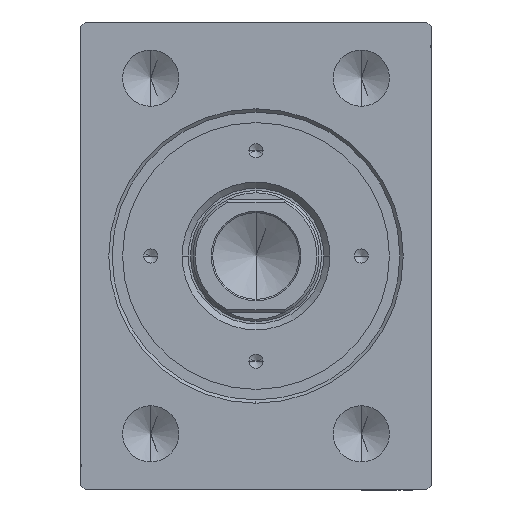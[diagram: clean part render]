
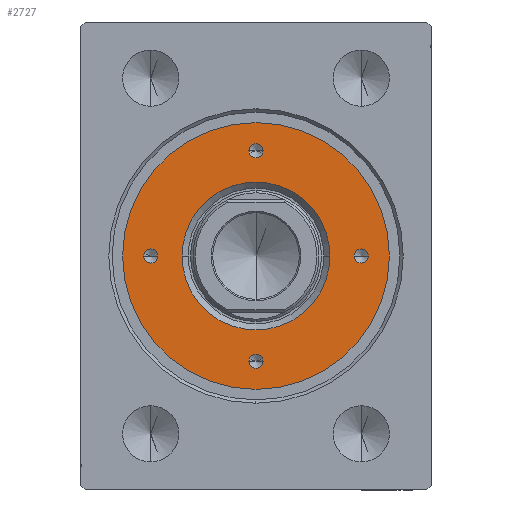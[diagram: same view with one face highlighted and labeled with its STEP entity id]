
A CAD part, left-side view. The second image highlights one B-rep face of the part: STEP entity #2727.
In plain terms, the highlighted face is planar.
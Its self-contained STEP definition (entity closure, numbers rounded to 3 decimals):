
#224 = DIRECTION ( 'NONE',  ( 0., 0., 1. ) ) ;
#561 = ORIENTED_EDGE ( 'NONE', *, *, #32693, .T. ) ;
#816 = CARTESIAN_POINT ( 'NONE',  ( 0., 22.5, 83.8 ) ) ;
#1988 = FACE_BOUND ( 'NONE', #17403, .T. ) ;
#2538 = CIRCLE ( 'NONE', #41655, 1.5 ) ;
#2727 = ADVANCED_FACE ( 'NONE', ( #22679, #1988, #12437, #42100, #39407, #42762 ), #12219, .T. ) ;
#2866 = VERTEX_POINT ( 'NONE', #26916 ) ;
#3233 = AXIS2_PLACEMENT_3D ( 'NONE', #37951, #37290, #31278 ) ;
#3658 = CARTESIAN_POINT ( 'NONE',  ( -15.8, 0., 83.8 ) ) ;
#3988 = ORIENTED_EDGE ( 'NONE', *, *, #39637, .F. ) ;
#4010 = EDGE_CURVE ( 'NONE', #2866, #9665, #44093, .T. ) ;
#4296 = CIRCLE ( 'NONE', #42723, 15.8 ) ;
#4430 = CARTESIAN_POINT ( 'NONE',  ( 22.5, 0., 83.8 ) ) ;
#4641 = ORIENTED_EDGE ( 'NONE', *, *, #7938, .T. ) ;
#5118 = DIRECTION ( 'NONE',  ( 1., 0., 0. ) ) ;
#5297 = VERTEX_POINT ( 'NONE', #9601 ) ;
#5691 = EDGE_CURVE ( 'NONE', #20188, #29084, #4296, .T. ) ;
#6758 = ORIENTED_EDGE ( 'NONE', *, *, #4010, .F. ) ;
#7938 = EDGE_CURVE ( 'NONE', #26990, #5297, #33502, .T. ) ;
#8167 = DIRECTION ( 'NONE',  ( 0., 0., -1. ) ) ;
#8296 = DIRECTION ( 'NONE',  ( 0., 0., 1. ) ) ;
#8840 = DIRECTION ( 'NONE',  ( 0., 0., 1. ) ) ;
#9287 = CARTESIAN_POINT ( 'NONE',  ( 0., -22.5, 83.8 ) ) ;
#9601 = CARTESIAN_POINT ( 'NONE',  ( -28.5, 0., 83.8 ) ) ;
#9665 = VERTEX_POINT ( 'NONE', #28166 ) ;
#10678 = ORIENTED_EDGE ( 'NONE', *, *, #21551, .F. ) ;
#11196 = CIRCLE ( 'NONE', #25597, 1.5 ) ;
#11558 = CARTESIAN_POINT ( 'NONE',  ( 0., 0., 83.8 ) ) ;
#11782 = DIRECTION ( 'NONE',  ( 1., 0., 0. ) ) ;
#12219 = PLANE ( 'NONE',  #15679 ) ;
#12296 = CARTESIAN_POINT ( 'NONE',  ( 21., 0., 83.8 ) ) ;
#12437 = FACE_BOUND ( 'NONE', #14158, .T. ) ;
#12782 = AXIS2_PLACEMENT_3D ( 'NONE', #9287, #8840, #22871 ) ;
#12805 = ORIENTED_EDGE ( 'NONE', *, *, #30001, .F. ) ;
#13048 = ORIENTED_EDGE ( 'NONE', *, *, #38891, .F. ) ;
#13127 = ORIENTED_EDGE ( 'NONE', *, *, #26247, .F. ) ;
#13784 = DIRECTION ( 'NONE',  ( 1., 0., 0. ) ) ;
#14158 = EDGE_LOOP ( 'NONE', ( #12805, #13127 ) ) ;
#14186 = AXIS2_PLACEMENT_3D ( 'NONE', #19505, #36233, #22854 ) ;
#14443 = ORIENTED_EDGE ( 'NONE', *, *, #42393, .T. ) ;
#14639 = EDGE_LOOP ( 'NONE', ( #14443, #14651 ) ) ;
#14651 = ORIENTED_EDGE ( 'NONE', *, *, #5691, .T. ) ;
#14942 = CARTESIAN_POINT ( 'NONE',  ( 0., -22.5, 83.8 ) ) ;
#15269 = EDGE_LOOP ( 'NONE', ( #10678, #3988 ) ) ;
#15627 = CARTESIAN_POINT ( 'NONE',  ( 0., 22.5, 83.8 ) ) ;
#15679 = AXIS2_PLACEMENT_3D ( 'NONE', #11558, #18237, #11782 ) ;
#15706 = AXIS2_PLACEMENT_3D ( 'NONE', #22189, #8167, #35791 ) ;
#16523 = EDGE_CURVE ( 'NONE', #28311, #28736, #2538, .T. ) ;
#17403 = EDGE_LOOP ( 'NONE', ( #39104, #13048 ) ) ;
#17646 = AXIS2_PLACEMENT_3D ( 'NONE', #4430, #224, #13784 ) ;
#17924 = DIRECTION ( 'NONE',  ( 1., 0., 0. ) ) ;
#18237 = DIRECTION ( 'NONE',  ( 0., 0., 1. ) ) ;
#18755 = CIRCLE ( 'NONE', #43685, 1.5 ) ;
#19369 = VERTEX_POINT ( 'NONE', #36154 ) ;
#19505 = CARTESIAN_POINT ( 'NONE',  ( -22.5, 0., 83.8 ) ) ;
#20047 = CARTESIAN_POINT ( 'NONE',  ( 0., 0., 83.8 ) ) ;
#20188 = VERTEX_POINT ( 'NONE', #3658 ) ;
#20242 = DIRECTION ( 'NONE',  ( 1., 0., 0. ) ) ;
#20525 = DIRECTION ( 'NONE',  ( 1., 0., 0. ) ) ;
#20691 = CARTESIAN_POINT ( 'NONE',  ( 22.5, 0., 83.8 ) ) ;
#21286 = ORIENTED_EDGE ( 'NONE', *, *, #27712, .F. ) ;
#21551 = EDGE_CURVE ( 'NONE', #19369, #43156, #28966, .T. ) ;
#22026 = CARTESIAN_POINT ( 'NONE',  ( -1.5, -22.5, 83.8 ) ) ;
#22041 = DIRECTION ( 'NONE',  ( 0., 0., 1. ) ) ;
#22189 = CARTESIAN_POINT ( 'NONE',  ( 0., 0., 83.8 ) ) ;
#22278 = EDGE_LOOP ( 'NONE', ( #6758, #21286 ) ) ;
#22382 = VERTEX_POINT ( 'NONE', #28714 ) ;
#22391 = AXIS2_PLACEMENT_3D ( 'NONE', #20691, #44103, #20242 ) ;
#22425 = CIRCLE ( 'NONE', #3233, 28.5 ) ;
#22679 = FACE_BOUND ( 'NONE', #22278, .T. ) ;
#22854 = DIRECTION ( 'NONE',  ( 1., 0., 0. ) ) ;
#22871 = DIRECTION ( 'NONE',  ( 1., 0., 0. ) ) ;
#23642 = CARTESIAN_POINT ( 'NONE',  ( -1.5, 22.5, 83.8 ) ) ;
#24233 = AXIS2_PLACEMENT_3D ( 'NONE', #20047, #37214, #30332 ) ;
#25193 = DIRECTION ( 'NONE',  ( 0., 0., 1. ) ) ;
#25597 = AXIS2_PLACEMENT_3D ( 'NONE', #15627, #8296, #31919 ) ;
#26247 = EDGE_CURVE ( 'NONE', #29528, #22382, #31194, .T. ) ;
#26916 = CARTESIAN_POINT ( 'NONE',  ( -21., 0., 83.8 ) ) ;
#26990 = VERTEX_POINT ( 'NONE', #38523 ) ;
#26997 = CARTESIAN_POINT ( 'NONE',  ( 0., 0., 83.8 ) ) ;
#27712 = EDGE_CURVE ( 'NONE', #9665, #2866, #18755, .T. ) ;
#27989 = CARTESIAN_POINT ( 'NONE',  ( 15.8, 0., 83.8 ) ) ;
#28166 = CARTESIAN_POINT ( 'NONE',  ( -24., 0., 83.8 ) ) ;
#28311 = VERTEX_POINT ( 'NONE', #32848 ) ;
#28714 = CARTESIAN_POINT ( 'NONE',  ( 24., 0., 83.8 ) ) ;
#28736 = VERTEX_POINT ( 'NONE', #23642 ) ;
#28966 = CIRCLE ( 'NONE', #41782, 1.5 ) ;
#29084 = VERTEX_POINT ( 'NONE', #27989 ) ;
#29528 = VERTEX_POINT ( 'NONE', #12296 ) ;
#29960 = CIRCLE ( 'NONE', #15706, 15.8 ) ;
#30001 = EDGE_CURVE ( 'NONE', #22382, #29528, #41625, .T. ) ;
#30332 = DIRECTION ( 'NONE',  ( 1., 0., 0. ) ) ;
#30618 = CIRCLE ( 'NONE', #12782, 1.5 ) ;
#31194 = CIRCLE ( 'NONE', #17646, 1.5 ) ;
#31278 = DIRECTION ( 'NONE',  ( 1., 0., 0. ) ) ;
#31919 = DIRECTION ( 'NONE',  ( 1., 0., 0. ) ) ;
#32193 = DIRECTION ( 'NONE',  ( 0., 0., 1. ) ) ;
#32693 = EDGE_CURVE ( 'NONE', #5297, #26990, #22425, .T. ) ;
#32848 = CARTESIAN_POINT ( 'NONE',  ( 1.5, 22.5, 83.8 ) ) ;
#33502 = CIRCLE ( 'NONE', #24233, 28.5 ) ;
#35791 = DIRECTION ( 'NONE',  ( 1., 0., 0. ) ) ;
#36154 = CARTESIAN_POINT ( 'NONE',  ( 1.5, -22.5, 83.8 ) ) ;
#36233 = DIRECTION ( 'NONE',  ( 0., 0., 1. ) ) ;
#36983 = EDGE_LOOP ( 'NONE', ( #561, #4641 ) ) ;
#37214 = DIRECTION ( 'NONE',  ( 0., 0., 1. ) ) ;
#37290 = DIRECTION ( 'NONE',  ( 0., 0., 1. ) ) ;
#37951 = CARTESIAN_POINT ( 'NONE',  ( 0., 0., 83.8 ) ) ;
#38523 = CARTESIAN_POINT ( 'NONE',  ( 28.5, 0., 83.8 ) ) ;
#38795 = DIRECTION ( 'NONE',  ( 1., 0., 0. ) ) ;
#38891 = EDGE_CURVE ( 'NONE', #28736, #28311, #11196, .T. ) ;
#39104 = ORIENTED_EDGE ( 'NONE', *, *, #16523, .F. ) ;
#39407 = FACE_BOUND ( 'NONE', #14639, .T. ) ;
#39637 = EDGE_CURVE ( 'NONE', #43156, #19369, #30618, .T. ) ;
#41625 = CIRCLE ( 'NONE', #22391, 1.5 ) ;
#41655 = AXIS2_PLACEMENT_3D ( 'NONE', #816, #32193, #17924 ) ;
#41782 = AXIS2_PLACEMENT_3D ( 'NONE', #14942, #25193, #38795 ) ;
#42100 = FACE_BOUND ( 'NONE', #15269, .T. ) ;
#42337 = CARTESIAN_POINT ( 'NONE',  ( -22.5, 0., 83.8 ) ) ;
#42393 = EDGE_CURVE ( 'NONE', #29084, #20188, #29960, .T. ) ;
#42723 = AXIS2_PLACEMENT_3D ( 'NONE', #26997, #43279, #20525 ) ;
#42762 = FACE_OUTER_BOUND ( 'NONE', #36983, .T. ) ;
#43156 = VERTEX_POINT ( 'NONE', #22026 ) ;
#43279 = DIRECTION ( 'NONE',  ( 0., 0., -1. ) ) ;
#43685 = AXIS2_PLACEMENT_3D ( 'NONE', #42337, #22041, #5118 ) ;
#44093 = CIRCLE ( 'NONE', #14186, 1.5 ) ;
#44103 = DIRECTION ( 'NONE',  ( 0., 0., 1. ) ) ;
